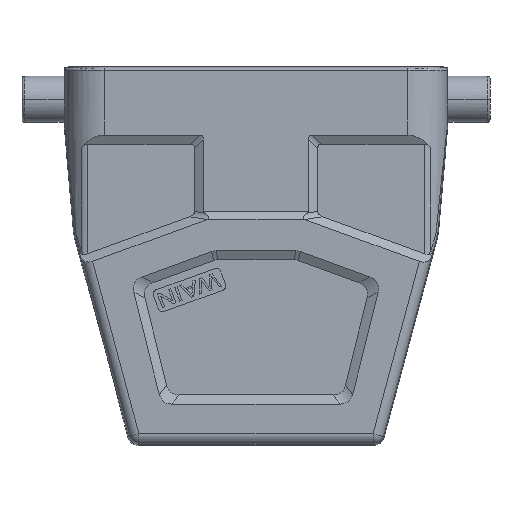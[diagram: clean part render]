
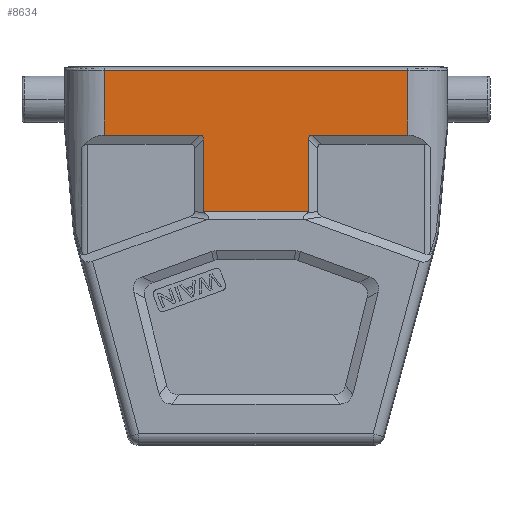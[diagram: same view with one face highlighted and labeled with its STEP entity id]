
A CAD part, front view. The second image highlights one B-rep face of the part: STEP entity #8634.
In plain terms, the highlighted planar face has unit normal (0, -1, 0).
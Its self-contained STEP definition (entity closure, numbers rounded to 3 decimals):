
#418=CARTESIAN_POINT('',(28.878,-21.5,
-0.783));
#444=CARTESIAN_POINT('',(28.878,-21.5,-13.));
#446=DIRECTION('',(0.,0.,1.));
#447=VECTOR('',#446,12.217);
#448=CARTESIAN_POINT('',(28.878,-21.5,-13.));
#449=LINE('',#448,#447);
#460=DIRECTION('',(-1.,0.,0.));
#461=VECTOR('',#460,57.755);
#462=CARTESIAN_POINT('',(28.878,-21.5,
-0.783));
#463=LINE('',#462,#461);
#468=DIRECTION('',(-1.,0.,0.));
#469=VECTOR('',#468,20.);
#470=CARTESIAN_POINT('',(10.,-21.5,-27.456));
#471=LINE('',#470,#469);
#482=DIRECTION('',(1.,0.,0.));
#483=VECTOR('',#482,18.128);
#484=CARTESIAN_POINT('',(10.75,-21.5,-13.));
#485=LINE('',#484,#483);
#746=DIRECTION('',(0.,0.,-1.));
#747=VECTOR('',#746,12.217);
#748=CARTESIAN_POINT('',(-28.878,-21.5,
-0.783));
#749=LINE('',#748,#747);
#5657=DIRECTION('',(1.,0.,0.));
#5658=VECTOR('',#5657,18.128);
#5659=CARTESIAN_POINT('',(-28.878,-21.5,-13.));
#5660=LINE('',#5659,#5658);
#5671=CARTESIAN_POINT('',(-10.75,-21.5,-13.));
#5672=CARTESIAN_POINT('',(-10.5,-21.5,-13.));
#5673=CARTESIAN_POINT('',(-10.138,-21.5,-13.138));
#5674=CARTESIAN_POINT('',(-10.,-21.5,-13.5));
#5675=CARTESIAN_POINT('',(-10.,-21.5,-13.75));
#5689=DIRECTION('',(0.,0.,-1.));
#5690=VECTOR('',#5689,13.706);
#5691=CARTESIAN_POINT('',(-10.,-21.5,-13.75));
#5692=LINE('',#5691,#5690);
#5693=DIRECTION('',(0.,0.,1.));
#5694=VECTOR('',#5693,13.706);
#5695=CARTESIAN_POINT('',(10.,-21.5,-27.456));
#5696=LINE('',#5695,#5694);
#5715=CARTESIAN_POINT('',(10.,-21.5,-13.75));
#5716=CARTESIAN_POINT('',(10.,-21.5,-13.5));
#5717=CARTESIAN_POINT('',(10.138,-21.5,-13.138));
#5718=CARTESIAN_POINT('',(10.5,-21.5,-13.));
#5719=CARTESIAN_POINT('',(10.75,-21.5,-13.));
#6958=VERTEX_POINT('',#418);
#6964=VERTEX_POINT('',#444);
#6968=CARTESIAN_POINT('',(-28.878,-21.5,
-0.783));
#6969=VERTEX_POINT('',#6968);
#6972=CARTESIAN_POINT('',(10.75,-21.5,-13.));
#6973=VERTEX_POINT('',#6972);
#6974=VERTEX_POINT('',#5715);
#6975=CARTESIAN_POINT('',(10.,-21.5,-27.456));
#6976=VERTEX_POINT('',#6975);
#6977=CARTESIAN_POINT('',(-10.,-21.5,-27.456));
#6978=VERTEX_POINT('',#6977);
#6979=CARTESIAN_POINT('',(-10.,-21.5,-13.75));
#6980=VERTEX_POINT('',#6979);
#6981=VERTEX_POINT('',#5671);
#6982=CARTESIAN_POINT('',(-28.878,-21.5,-13.));
#6983=VERTEX_POINT('',#6982);
#8609=CARTESIAN_POINT('',(0.,-21.5,0.));
#8610=DIRECTION('',(0.,1.,0.));
#8611=DIRECTION('',(-1.,0.,0.));
#8612=AXIS2_PLACEMENT_3D('',#8609,#8610,#8611);
#8613=PLANE('',#8612);
#8614=ORIENTED_EDGE('',*,*,#8599,.F.);
#8615=ORIENTED_EDGE('',*,*,#8574,.F.);
#8617=ORIENTED_EDGE('',*,*,#8616,.F.);
#8619=ORIENTED_EDGE('',*,*,#8618,.F.);
#8621=ORIENTED_EDGE('',*,*,#8620,.F.);
#8623=ORIENTED_EDGE('',*,*,#8622,.T.);
#8625=ORIENTED_EDGE('',*,*,#8624,.F.);
#8627=ORIENTED_EDGE('',*,*,#8626,.F.);
#8629=ORIENTED_EDGE('',*,*,#8628,.F.);
#8631=ORIENTED_EDGE('',*,*,#8630,.F.);
#8632=EDGE_LOOP('',(#8614,#8615,#8617,#8619,#8621,#8623,#8625,#8627,#8629,
#8631));
#8633=FACE_OUTER_BOUND('',#8632,.F.);
#5676=B_SPLINE_CURVE_WITH_KNOTS('',3,(#5671,#5672,#5673,#5674,#5675),
.UNSPECIFIED.,.F.,.F.,(4,1,4),(0.,0.5,1.),.UNSPECIFIED.);
#5720=B_SPLINE_CURVE_WITH_KNOTS('',3,(#5715,#5716,#5717,#5718,#5719),
.UNSPECIFIED.,.F.,.F.,(4,1,4),(0.,0.5,1.),.UNSPECIFIED.);
#8574=EDGE_CURVE('',#6964,#6958,#449,.T.);
#8599=EDGE_CURVE('',#6958,#6969,#463,.T.);
#8616=EDGE_CURVE('',#6973,#6964,#485,.T.);
#8618=EDGE_CURVE('',#6974,#6973,#5720,.T.);
#8620=EDGE_CURVE('',#6976,#6974,#5696,.T.);
#8622=EDGE_CURVE('',#6976,#6978,#471,.T.);
#8624=EDGE_CURVE('',#6980,#6978,#5692,.T.);
#8626=EDGE_CURVE('',#6981,#6980,#5676,.T.);
#8628=EDGE_CURVE('',#6983,#6981,#5660,.T.);
#8630=EDGE_CURVE('',#6969,#6983,#749,.T.);
#8634=ADVANCED_FACE('',(#8633),#8613,.F.);
